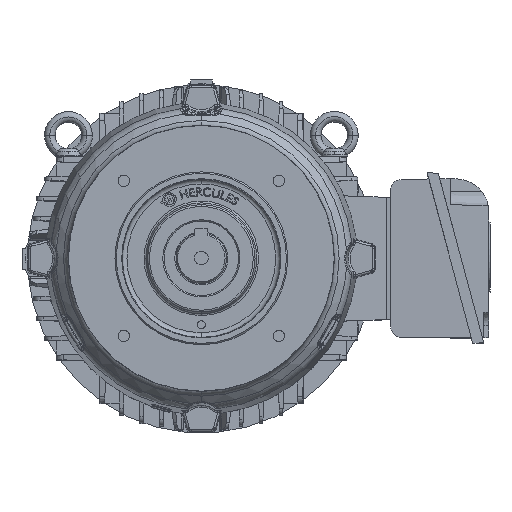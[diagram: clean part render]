
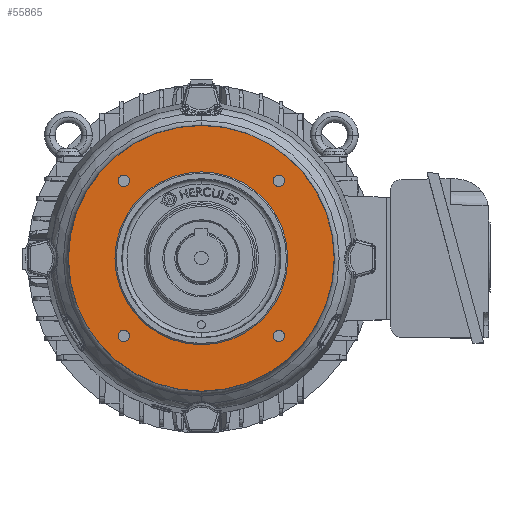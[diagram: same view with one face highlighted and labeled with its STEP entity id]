
A CAD part, top view. The second image highlights one B-rep face of the part: STEP entity #55865.
In plain terms, the highlighted planar face has unit normal (0, 0, 1).
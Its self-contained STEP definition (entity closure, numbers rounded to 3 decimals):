
#300 = ORIENTED_EDGE ( 'NONE', *, *, #27652, .F. ) ;
#665 = DIRECTION ( 'NONE',  ( 0., 0., -1. ) ) ;
#1488 = DIRECTION ( 'NONE',  ( 0., 0., 1. ) ) ;
#1489 = DIRECTION ( 'NONE',  ( 1., 0., 0. ) ) ;
#1978 = DIRECTION ( 'NONE',  ( 1., 0., 0. ) ) ;
#2213 = FACE_BOUND ( 'NONE', #34226, .T. ) ;
#3883 = CIRCLE ( 'NONE', #65461, 4.25 ) ;
#5949 = DIRECTION ( 'NONE',  ( 0., 0., 1. ) ) ;
#8646 = CARTESIAN_POINT ( 'NONE',  ( 62.586, -58.336, 62.5 ) ) ;
#9090 = FACE_BOUND ( 'NONE', #54641, .T. ) ;
#9604 = CIRCLE ( 'NONE', #53395, 99.97 ) ;
#10811 = EDGE_CURVE ( 'NONE', #78720, #28705, #3883, .T. ) ;
#11270 = ORIENTED_EDGE ( 'NONE', *, *, #34126, .F. ) ;
#11546 = DIRECTION ( 'NONE',  ( 0., 0., 1. ) ) ;
#14709 = CARTESIAN_POINT ( 'NONE',  ( -58.336, 58.336, 62.5 ) ) ;
#15463 = VERTEX_POINT ( 'NONE', #60294 ) ;
#15880 = AXIS2_PLACEMENT_3D ( 'NONE', #54934, #81922, #49332 ) ;
#16176 = CARTESIAN_POINT ( 'NONE',  ( 58.336, -58.336, 62.5 ) ) ;
#16666 = AXIS2_PLACEMENT_3D ( 'NONE', #41929, #74569, #23568 ) ;
#17426 = CARTESIAN_POINT ( 'NONE',  ( 62.586, 58.336, 62.5 ) ) ;
#18263 = CIRCLE ( 'NONE', #63573, 4.25 ) ;
#19461 = ORIENTED_EDGE ( 'NONE', *, *, #61344, .F. ) ;
#21144 = AXIS2_PLACEMENT_3D ( 'NONE', #14709, #81565, #61397 ) ;
#22074 = CIRCLE ( 'NONE', #75502, 65. ) ;
#22301 = DIRECTION ( 'NONE',  ( 0., 0., 1. ) ) ;
#22755 = EDGE_LOOP ( 'NONE', ( #57999, #11270 ) ) ;
#23483 = CARTESIAN_POINT ( 'NONE',  ( 58.336, -58.336, 62.5 ) ) ;
#23568 = DIRECTION ( 'NONE',  ( 1., 0., 0. ) ) ;
#25089 = CIRCLE ( 'NONE', #81253, 4.25 ) ;
#25219 = VERTEX_POINT ( 'NONE', #8646 ) ;
#25757 = EDGE_CURVE ( 'NONE', #62176, #34124, #53589, .T. ) ;
#26565 = CIRCLE ( 'NONE', #36122, 4.25 ) ;
#27652 = EDGE_CURVE ( 'NONE', #15463, #42507, #22074, .T. ) ;
#27668 = DIRECTION ( 'NONE',  ( 1., 0., 0. ) ) ;
#27743 = CARTESIAN_POINT ( 'NONE',  ( 58.336, 58.336, 62.5 ) ) ;
#27902 = CARTESIAN_POINT ( 'NONE',  ( 0., 0., 62.5 ) ) ;
#28705 = VERTEX_POINT ( 'NONE', #42878 ) ;
#29081 = ORIENTED_EDGE ( 'NONE', *, *, #71824, .F. ) ;
#30018 = ORIENTED_EDGE ( 'NONE', *, *, #54109, .F. ) ;
#30073 = PLANE ( 'NONE',  #15880 ) ;
#32083 = DIRECTION ( 'NONE',  ( 1., 0., 0. ) ) ;
#32558 = ORIENTED_EDGE ( 'NONE', *, *, #52259, .F. ) ;
#34124 = VERTEX_POINT ( 'NONE', #52868 ) ;
#34126 = EDGE_CURVE ( 'NONE', #41932, #62640, #81482, .T. ) ;
#34226 = EDGE_LOOP ( 'NONE', ( #61784, #300 ) ) ;
#36120 = CARTESIAN_POINT ( 'NONE',  ( -62.586, -58.336, 62.5 ) ) ;
#36122 = AXIS2_PLACEMENT_3D ( 'NONE', #16176, #41451, #80949 ) ;
#37640 = DIRECTION ( 'NONE',  ( 1., 0., 0. ) ) ;
#39757 = EDGE_CURVE ( 'NONE', #28705, #78720, #50401, .T. ) ;
#39855 = DIRECTION ( 'NONE',  ( 1., 0., 0. ) ) ;
#39989 = DIRECTION ( 'NONE',  ( -1., 0., 0. ) ) ;
#40282 = ORIENTED_EDGE ( 'NONE', *, *, #39757, .F. ) ;
#41451 = DIRECTION ( 'NONE',  ( 0., 0., 1. ) ) ;
#41929 = CARTESIAN_POINT ( 'NONE',  ( -58.336, 58.336, 62.5 ) ) ;
#41932 = VERTEX_POINT ( 'NONE', #80016 ) ;
#42454 = FACE_OUTER_BOUND ( 'NONE', #22755, .T. ) ;
#42507 = VERTEX_POINT ( 'NONE', #53104 ) ;
#42878 = CARTESIAN_POINT ( 'NONE',  ( 54.086, 58.336, 62.5 ) ) ;
#43830 = CARTESIAN_POINT ( 'NONE',  ( 54.086, -58.336, 62.5 ) ) ;
#44690 = DIRECTION ( 'NONE',  ( 0., 0., 1. ) ) ;
#45895 = EDGE_LOOP ( 'NONE', ( #80731, #40282 ) ) ;
#46419 = DIRECTION ( 'NONE',  ( 0., 0., -1. ) ) ;
#49106 = CIRCLE ( 'NONE', #61410, 4.25 ) ;
#49332 = DIRECTION ( 'NONE',  ( -1., 0., 0. ) ) ;
#50401 = CIRCLE ( 'NONE', #68208, 4.25 ) ;
#50692 = EDGE_CURVE ( 'NONE', #25219, #78259, #26565, .T. ) ;
#51798 = CARTESIAN_POINT ( 'NONE',  ( -54.086, 58.336, 62.5 ) ) ;
#52259 = EDGE_CURVE ( 'NONE', #60040, #70278, #25089, .T. ) ;
#52868 = CARTESIAN_POINT ( 'NONE',  ( -62.586, 58.336, 62.5 ) ) ;
#53104 = CARTESIAN_POINT ( 'NONE',  ( 65., 0., 62.5 ) ) ;
#53395 = AXIS2_PLACEMENT_3D ( 'NONE', #59386, #665, #53798 ) ;
#53589 = CIRCLE ( 'NONE', #16666, 4.25 ) ;
#53798 = DIRECTION ( 'NONE',  ( -1., 0., 0. ) ) ;
#54109 = EDGE_CURVE ( 'NONE', #34124, #62176, #63583, .T. ) ;
#54641 = EDGE_LOOP ( 'NONE', ( #76647, #19461 ) ) ;
#54934 = CARTESIAN_POINT ( 'NONE',  ( 0., 0., 62.5 ) ) ;
#55343 = FACE_BOUND ( 'NONE', #67551, .T. ) ;
#55751 = FACE_BOUND ( 'NONE', #45895, .T. ) ;
#55865 = ADVANCED_FACE ( 'NONE', ( #55751, #55343, #81509, #9090, #2213, #42454 ), #30073, .F. ) ;
#57999 = ORIENTED_EDGE ( 'NONE', *, *, #73346, .F. ) ;
#58769 = CIRCLE ( 'NONE', #69725, 65. ) ;
#59386 = CARTESIAN_POINT ( 'NONE',  ( 0., 0., 62.5 ) ) ;
#59405 = CARTESIAN_POINT ( 'NONE',  ( 0., -99.97, 62.5 ) ) ;
#60040 = VERTEX_POINT ( 'NONE', #77947 ) ;
#60200 = CARTESIAN_POINT ( 'NONE',  ( -58.336, -58.336, 62.5 ) ) ;
#60294 = CARTESIAN_POINT ( 'NONE',  ( -65., 0., 62.5 ) ) ;
#60697 = DIRECTION ( 'NONE',  ( 0., 0., 1. ) ) ;
#61344 = EDGE_CURVE ( 'NONE', #78259, #25219, #18263, .T. ) ;
#61397 = DIRECTION ( 'NONE',  ( 1., 0., 0. ) ) ;
#61410 = AXIS2_PLACEMENT_3D ( 'NONE', #60200, #5949, #1489 ) ;
#61784 = ORIENTED_EDGE ( 'NONE', *, *, #82702, .F. ) ;
#61885 = CARTESIAN_POINT ( 'NONE',  ( 58.336, 58.336, 62.5 ) ) ;
#62176 = VERTEX_POINT ( 'NONE', #51798 ) ;
#62640 = VERTEX_POINT ( 'NONE', #59405 ) ;
#63573 = AXIS2_PLACEMENT_3D ( 'NONE', #23483, #44690, #71303 ) ;
#63583 = CIRCLE ( 'NONE', #21144, 4.25 ) ;
#64596 = ORIENTED_EDGE ( 'NONE', *, *, #25757, .F. ) ;
#65461 = AXIS2_PLACEMENT_3D ( 'NONE', #61885, #1488, #27668 ) ;
#67551 = EDGE_LOOP ( 'NONE', ( #64596, #30018 ) ) ;
#68208 = AXIS2_PLACEMENT_3D ( 'NONE', #27743, #60697, #1978 ) ;
#69152 = AXIS2_PLACEMENT_3D ( 'NONE', #79077, #46419, #39989 ) ;
#69725 = AXIS2_PLACEMENT_3D ( 'NONE', #70255, #11546, #37640 ) ;
#70255 = CARTESIAN_POINT ( 'NONE',  ( 0., 0., 62.5 ) ) ;
#70278 = VERTEX_POINT ( 'NONE', #36120 ) ;
#71303 = DIRECTION ( 'NONE',  ( 1., 0., 0. ) ) ;
#71824 = EDGE_CURVE ( 'NONE', #70278, #60040, #49106, .T. ) ;
#73346 = EDGE_CURVE ( 'NONE', #62640, #41932, #9604, .T. ) ;
#73742 = DIRECTION ( 'NONE',  ( 0., 0., 1. ) ) ;
#74569 = DIRECTION ( 'NONE',  ( 0., 0., 1. ) ) ;
#75502 = AXIS2_PLACEMENT_3D ( 'NONE', #27902, #73742, #39855 ) ;
#75968 = EDGE_LOOP ( 'NONE', ( #32558, #29081 ) ) ;
#76647 = ORIENTED_EDGE ( 'NONE', *, *, #50692, .F. ) ;
#77947 = CARTESIAN_POINT ( 'NONE',  ( -54.086, -58.336, 62.5 ) ) ;
#78259 = VERTEX_POINT ( 'NONE', #43830 ) ;
#78720 = VERTEX_POINT ( 'NONE', #17426 ) ;
#79077 = CARTESIAN_POINT ( 'NONE',  ( 0., 0., 62.5 ) ) ;
#80016 = CARTESIAN_POINT ( 'NONE',  ( 0., 99.97, 62.5 ) ) ;
#80731 = ORIENTED_EDGE ( 'NONE', *, *, #10811, .F. ) ;
#80949 = DIRECTION ( 'NONE',  ( 1., 0., 0. ) ) ;
#81033 = CARTESIAN_POINT ( 'NONE',  ( -58.336, -58.336, 62.5 ) ) ;
#81253 = AXIS2_PLACEMENT_3D ( 'NONE', #81033, #22301, #32083 ) ;
#81482 = CIRCLE ( 'NONE', #69152, 99.97 ) ;
#81509 = FACE_BOUND ( 'NONE', #75968, .T. ) ;
#81565 = DIRECTION ( 'NONE',  ( 0., 0., 1. ) ) ;
#81922 = DIRECTION ( 'NONE',  ( 0., 0., -1. ) ) ;
#82702 = EDGE_CURVE ( 'NONE', #42507, #15463, #58769, .T. ) ;
